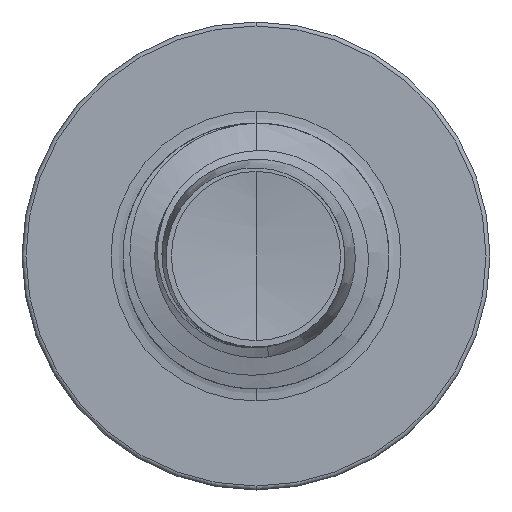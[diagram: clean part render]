
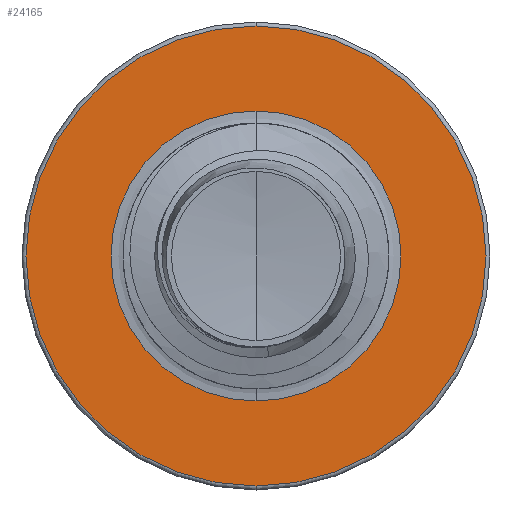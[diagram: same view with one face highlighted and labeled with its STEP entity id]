
A CAD part, front view. The second image highlights one B-rep face of the part: STEP entity #24165.
In plain terms, the highlighted planar face has unit normal (0, -1, 0).
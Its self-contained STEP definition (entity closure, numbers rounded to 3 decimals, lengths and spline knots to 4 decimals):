
#223 = EDGE_CURVE ( 'NONE', #1422, #31006, #31540, .T. ) ;
#522 = DIRECTION ( 'NONE',  ( 0., 1., 0. ) ) ;
#1304 = ORIENTED_EDGE ( 'NONE', *, *, #31388, .T. ) ;
#1422 = VERTEX_POINT ( 'NONE', #34009 ) ;
#6361 = VERTEX_POINT ( 'NONE', #14976 ) ;
#8090 = DIRECTION ( 'NONE',  ( 0., 1., 0. ) ) ;
#8475 = CIRCLE ( 'NONE', #23779, 2.1625 ) ;
#8718 = AXIS2_PLACEMENT_3D ( 'NONE', #12149, #31014, #15040 ) ;
#9998 = ORIENTED_EDGE ( 'NONE', *, *, #35360, .F. ) ;
#11886 = EDGE_CURVE ( 'NONE', #28357, #6361, #25928, .T. ) ;
#12081 = AXIS2_PLACEMENT_3D ( 'NONE', #12602, #12587, #12557 ) ;
#12149 = CARTESIAN_POINT ( 'NONE',  ( 0., 11., 0. ) ) ;
#12288 = FACE_OUTER_BOUND ( 'NONE', #20599, .T. ) ;
#12557 = DIRECTION ( 'NONE',  ( 0., 0., 1. ) ) ;
#12587 = DIRECTION ( 'NONE',  ( 0., 1., 0. ) ) ;
#12602 = CARTESIAN_POINT ( 'NONE',  ( 0., 11., 0. ) ) ;
#13068 = CARTESIAN_POINT ( 'NONE',  ( 0., 11., -2.1625 ) ) ;
#13436 = AXIS2_PLACEMENT_3D ( 'NONE', #20087, #8090, #27800 ) ;
#14976 = CARTESIAN_POINT ( 'NONE',  ( 0., 11., 2.1625 ) ) ;
#15005 = DIRECTION ( 'NONE',  ( 0., 1., 0. ) ) ;
#15040 = DIRECTION ( 'NONE',  ( 0., 0., 1. ) ) ;
#18665 = CARTESIAN_POINT ( 'NONE',  ( 0., 11., 0. ) ) ;
#19163 = FACE_BOUND ( 'NONE', #30892, .T. ) ;
#20087 = CARTESIAN_POINT ( 'NONE',  ( 0., 11., 0. ) ) ;
#20599 = EDGE_LOOP ( 'NONE', ( #9998, #23429 ) ) ;
#21550 = DIRECTION ( 'NONE',  ( 0., 0., 1. ) ) ;
#23429 = ORIENTED_EDGE ( 'NONE', *, *, #11886, .F. ) ;
#23779 = AXIS2_PLACEMENT_3D ( 'NONE', #18665, #522, #21550 ) ;
#24165 = ADVANCED_FACE ( 'NONE', ( #12288, #19163 ), #28639, .F. ) ;
#25928 = CIRCLE ( 'NONE', #12081, 2.1625 ) ;
#26959 = AXIS2_PLACEMENT_3D ( 'NONE', #30786, #15005, #33164 ) ;
#27800 = DIRECTION ( 'NONE',  ( 0., 0., 1. ) ) ;
#28357 = VERTEX_POINT ( 'NONE', #13068 ) ;
#28639 = PLANE ( 'NONE',  #26959 ) ;
#30138 = CIRCLE ( 'NONE', #8718, 1.3632 ) ;
#30786 = CARTESIAN_POINT ( 'NONE',  ( 0., 11., -1.3632 ) ) ;
#30892 = EDGE_LOOP ( 'NONE', ( #31085, #1304 ) ) ;
#31006 = VERTEX_POINT ( 'NONE', #32547 ) ;
#31014 = DIRECTION ( 'NONE',  ( 0., 1., 0. ) ) ;
#31085 = ORIENTED_EDGE ( 'NONE', *, *, #223, .T. ) ;
#31388 = EDGE_CURVE ( 'NONE', #31006, #1422, #30138, .T. ) ;
#31540 = CIRCLE ( 'NONE', #13436, 1.3632 ) ;
#32547 = CARTESIAN_POINT ( 'NONE',  ( 0., 11., -1.3632 ) ) ;
#33164 = DIRECTION ( 'NONE',  ( 0., 0., 1. ) ) ;
#34009 = CARTESIAN_POINT ( 'NONE',  ( 0., 11., 1.3632 ) ) ;
#35360 = EDGE_CURVE ( 'NONE', #6361, #28357, #8475, .T. ) ;
